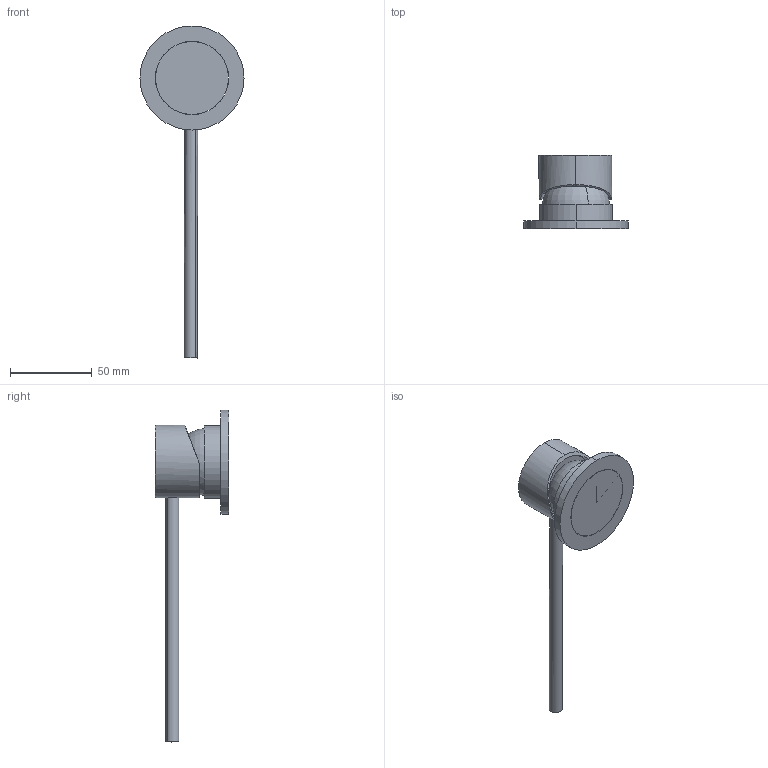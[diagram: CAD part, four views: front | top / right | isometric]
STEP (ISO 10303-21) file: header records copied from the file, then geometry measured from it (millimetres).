
FILE_DESCRIPTION (( 'STEP AP214' ), '1' );
FILE_NAME ('SUSSEX_SCALA_SSHMP15_wall_mixer_with_150mm_extended_pin_shell.STEP', '2021-08-02T03:45:27', ( '' ), ( '' ), 'SwSTEP 2.0', 'SolidWorks 2020', '' );
FILE_SCHEMA (( 'AUTOMOTIVE_DESIGN' ));
Length unit declared in the file: millimetre
Products named in the file (1): SUSSEX_SCALA_SSHMP15_wall_mixer_with_150mm_extended_pin_shell
Bounding box: 63.5 x 45 x 202.69 mm (x, y, z)
Volume: 80165.2 mm3; surface area: 26709.7 mm2
Topology: 5 solids, 5 shells, 166 faces, 422 edges, 279 vertices
Faces by surface type: plane 72, bspline 57, cylinder 21, cone 8, torus 8
Entity records: 6127 total; most frequent: CARTESIAN_POINT 1840, ORIENTED_EDGE 844, DIRECTION 593, EDGE_CURVE 422, VERTEX_POINT 279, LINE 219, VECTOR 219, AXIS2_PLACEMENT_3D 187
